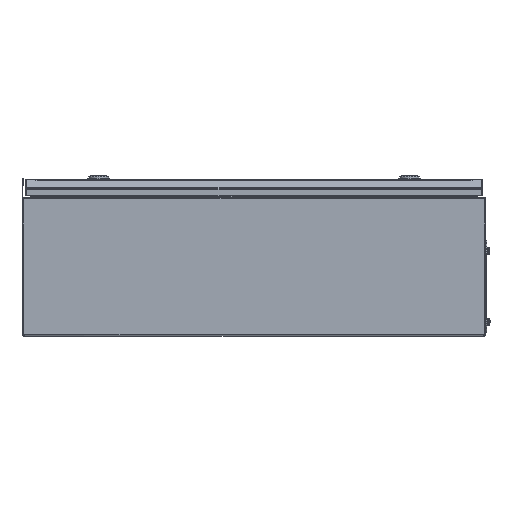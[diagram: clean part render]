
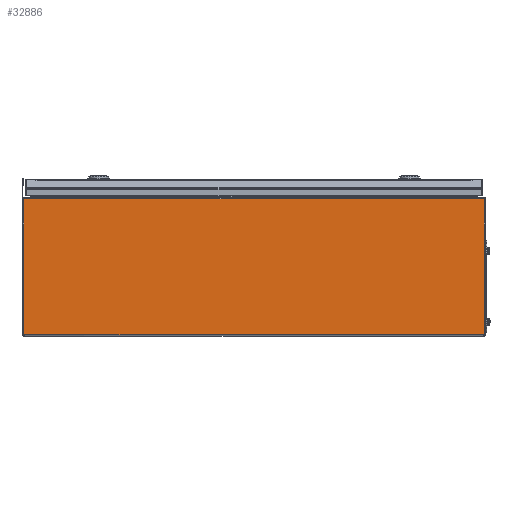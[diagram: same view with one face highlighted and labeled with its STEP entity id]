
A CAD part, left-side view. The second image highlights one B-rep face of the part: STEP entity #32886.
In plain terms, the highlighted planar face has unit normal (-1, 0, 0).
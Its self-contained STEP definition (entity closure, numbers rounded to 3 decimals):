
#862 = EDGE_CURVE ( 'NONE', #12751, #19031, #13277, .T. ) ;
#1371 = VECTOR ( 'NONE', #22017, 1000. ) ;
#1577 = VECTOR ( 'NONE', #7524, 1000. ) ;
#3826 = EDGE_CURVE ( 'NONE', #32718, #25184, #34125, .T. ) ;
#4628 = CARTESIAN_POINT ( 'NONE',  ( -356.583, 89.056, 192.2 ) ) ;
#4828 = DIRECTION ( 'NONE',  ( 0., 0., -1. ) ) ;
#4878 = PLANE ( 'NONE',  #15697 ) ;
#7400 = VECTOR ( 'NONE', #17997, 1000. ) ;
#7524 = DIRECTION ( 'NONE',  ( 0., 0., 1. ) ) ;
#8192 = VERTEX_POINT ( 'NONE', #34665 ) ;
#8379 = VECTOR ( 'NONE', #8387, 1000. ) ;
#8387 = DIRECTION ( 'NONE',  ( 0., 1., 0. ) ) ;
#8988 = EDGE_CURVE ( 'NONE', #8192, #25184, #36576, .T. ) ;
#9415 = ORIENTED_EDGE ( 'NONE', *, *, #16279, .T. ) ;
#10297 = CARTESIAN_POINT ( 'NONE',  ( -356.583, 89.056, 1. ) ) ;
#10975 = ORIENTED_EDGE ( 'NONE', *, *, #19979, .F. ) ;
#11064 = LINE ( 'NONE', #29042, #34295 ) ;
#11564 = VECTOR ( 'NONE', #4828, 1000. ) ;
#12751 = VERTEX_POINT ( 'NONE', #22452 ) ;
#13277 = LINE ( 'NONE', #37038, #1577 ) ;
#13576 = CARTESIAN_POINT ( 'NONE',  ( -356.583, 88.78, 1. ) ) ;
#15127 = CARTESIAN_POINT ( 'NONE',  ( -356.583, -558.944, 1. ) ) ;
#15697 = AXIS2_PLACEMENT_3D ( 'NONE', #36304, #16578, #19436 ) ;
#16279 = EDGE_CURVE ( 'NONE', #19031, #16737, #11064, .T. ) ;
#16578 = DIRECTION ( 'NONE',  ( 1., 0., 0. ) ) ;
#16737 = VERTEX_POINT ( 'NONE', #22476 ) ;
#16965 = ORIENTED_EDGE ( 'NONE', *, *, #3826, .T. ) ;
#17997 = DIRECTION ( 'NONE',  ( 0., -1., 0. ) ) ;
#19031 = VERTEX_POINT ( 'NONE', #23095 ) ;
#19436 = DIRECTION ( 'NONE',  ( 0., 0., -1. ) ) ;
#19979 = EDGE_CURVE ( 'NONE', #12751, #8192, #35413, .T. ) ;
#22017 = DIRECTION ( 'NONE',  ( 0., 1., 0. ) ) ;
#22452 = CARTESIAN_POINT ( 'NONE',  ( -356.583, -558.944, 1. ) ) ;
#22476 = CARTESIAN_POINT ( 'NONE',  ( -356.583, 89.056, 192.2 ) ) ;
#23095 = CARTESIAN_POINT ( 'NONE',  ( -356.583, -558.944, 192.2 ) ) ;
#24600 = FACE_OUTER_BOUND ( 'NONE', #37692, .T. ) ;
#25184 = VERTEX_POINT ( 'NONE', #13576 ) ;
#25426 = ORIENTED_EDGE ( 'NONE', *, *, #8988, .F. ) ;
#27565 = EDGE_CURVE ( 'NONE', #16737, #32718, #33371, .T. ) ;
#27828 = ORIENTED_EDGE ( 'NONE', *, *, #862, .T. ) ;
#28701 = DIRECTION ( 'NONE',  ( 0., 1., 0. ) ) ;
#29042 = CARTESIAN_POINT ( 'NONE',  ( -356.583, 89.056, 192.2 ) ) ;
#30088 = ORIENTED_EDGE ( 'NONE', *, *, #27565, .T. ) ;
#32486 = CARTESIAN_POINT ( 'NONE',  ( -356.583, 89.056, 1. ) ) ;
#32718 = VERTEX_POINT ( 'NONE', #32486 ) ;
#32886 = ADVANCED_FACE ( 'NONE', ( #24600 ), #4878, .F. ) ;
#33371 = LINE ( 'NONE', #4628, #11564 ) ;
#34125 = LINE ( 'NONE', #15127, #7400 ) ;
#34295 = VECTOR ( 'NONE', #28701, 1000. ) ;
#34653 = CARTESIAN_POINT ( 'NONE',  ( -356.583, 89.056, 1. ) ) ;
#34665 = CARTESIAN_POINT ( 'NONE',  ( -356.583, -558.668, 1. ) ) ;
#35413 = LINE ( 'NONE', #34653, #8379 ) ;
#36304 = CARTESIAN_POINT ( 'NONE',  ( -356.583, 89.056, 192.2 ) ) ;
#36576 = LINE ( 'NONE', #10297, #1371 ) ;
#37038 = CARTESIAN_POINT ( 'NONE',  ( -356.583, -558.944, 192.2 ) ) ;
#37692 = EDGE_LOOP ( 'NONE', ( #10975, #27828, #9415, #30088, #16965, #25426 ) ) ;
